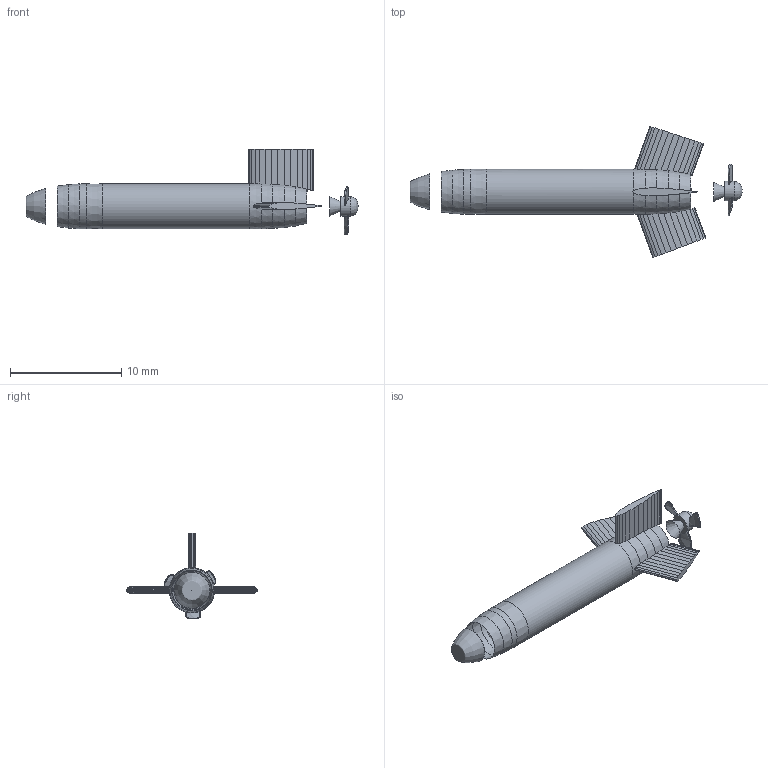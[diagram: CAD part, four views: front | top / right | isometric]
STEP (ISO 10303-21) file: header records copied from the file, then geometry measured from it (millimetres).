
FILE_DESCRIPTION(/* description */ (''),/* implementation_level */ '2;1');
FILE_NAME(/* name */ 'AUV_Model_with_VBS v1.step',/* time_stamp */ '2025-07-01T15:11:55+05:30',/* author */ (''),/* organization */ (''),/* preprocessor_version */ 'ST-DEVELOPER v20.1',/* originating_system */ 'Autodesk Translation Framework v14.10.0.0',/* authorisation */ '');
FILE_SCHEMA (('AUTOMOTIVE_DESIGN { 1 0 10303 214 3 1 1 }'));
Length unit declared in the file: millimetre
Products named in the file (2): AUV_Model_with_VBS; AUV_Model_with_VBS_1
Assembly tree (1 placements, depth 2):
  AUV_Model_with_VBS
    AUV_Model_with_VBS_1
Bounding box: 29.8 x 11.8 x 7.71 mm (x, y, z)
Volume: 25.9 mm3; surface area: 516.1 mm2
Topology: 2 solids, 4 shells, 151 faces, 453 edges, 305 vertices
Faces by surface type: plane 97, bspline 28, cone 21, cylinder 3, sphere 2
Full cylindrical faces by diameter (mm): 1.751 x1, 4.056 x1
Entity records: 7849 total; most frequent: CARTESIAN_POINT 4211, ORIENTED_EDGE 822, DIRECTION 603, EDGE_CURVE 447, VERTEX_POINT 305, AXIS2_PLACEMENT_3D 209, LINE 185, VECTOR 185
